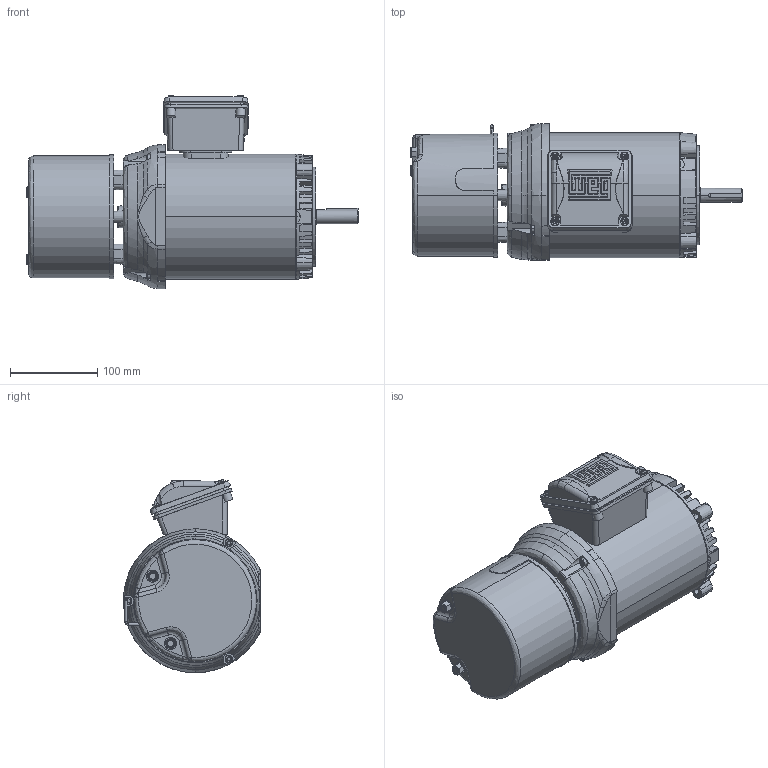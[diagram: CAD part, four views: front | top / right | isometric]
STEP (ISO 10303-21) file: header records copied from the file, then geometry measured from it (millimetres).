
FILE_DESCRIPTION (( 'STEP AP214' ), '1' );
FILE_NAME ('W56C_3PH_TEFC_BM_15004_FL coord fxt.STEP', '2022-10-06T13:38:03', ( '' ), ( '' ), 'SwSTEP 2.0', 'SolidWorks 2021', '' );
FILE_SCHEMA (( 'AUTOMOTIVE_DESIGN' ));
Length unit declared in the file: inch
Products named in the file (1): W56C_3PH_TEFC_BM_15004_FL coord fxt
Bounding box: 381.45 x 157.5 x 222.51 mm (x, y, z)
Volume: 5102367.9 mm3; surface area: 416345 mm2
Topology: 15 solids, 21 shells, 1176 faces, 2945 edges, 1875 vertices
Faces by surface type: plane 471, cone 257, cylinder 231, bspline 217
Entity records: 41240 total; most frequent: CARTESIAN_POINT 14837, ORIENTED_EDGE 5878, DIRECTION 5058, EDGE_CURVE 2939, AXIS2_PLACEMENT_3D 1929, VERTEX_POINT 1875, EDGE_LOOP 1262, LINE 1200
